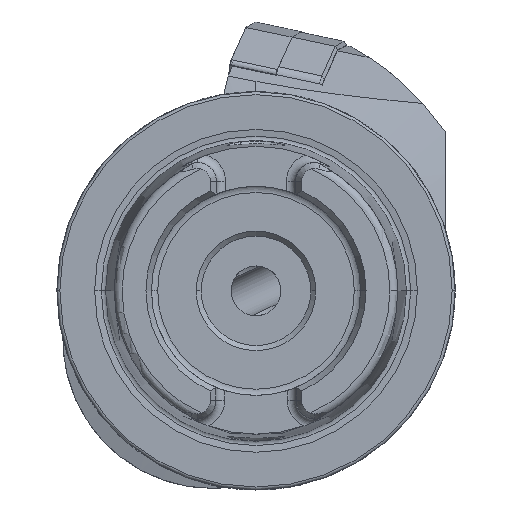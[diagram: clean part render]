
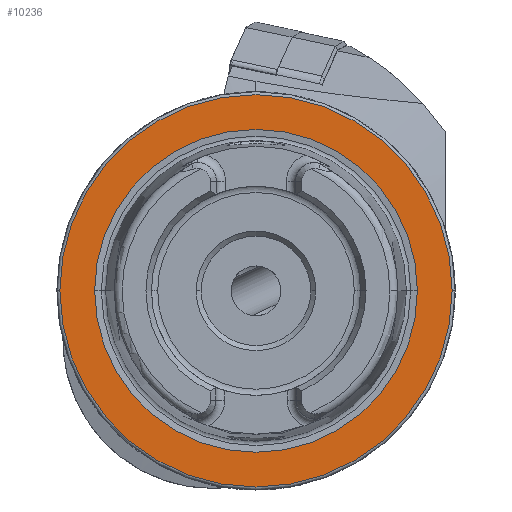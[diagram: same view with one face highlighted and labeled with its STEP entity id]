
A CAD part, left-side view. The second image highlights one B-rep face of the part: STEP entity #10236.
In plain terms, the highlighted planar face has unit normal (-1, 0, 0).
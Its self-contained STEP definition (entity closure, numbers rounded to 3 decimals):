
#5 = ORIENTED_EDGE ( 'NONE', *, *, #7481, .T. ) ;
#443 = EDGE_LOOP ( 'NONE', ( #3655, #5 ) ) ;
#501 = CARTESIAN_POINT ( 'NONE',  ( 0., 16.207, 0. ) ) ;
#1493 = FACE_OUTER_BOUND ( 'NONE', #443, .T. ) ;
#3655 = ORIENTED_EDGE ( 'NONE', *, *, #15481, .T. ) ;
#4285 = CARTESIAN_POINT ( 'NONE',  ( 0., -16.207, 0. ) ) ;
#5270 = DIRECTION ( 'NONE',  ( -1., 0., 0. ) ) ;
#5879 = DIRECTION ( 'NONE',  ( 0., -1., 0. ) ) ;
#5981 = AXIS2_PLACEMENT_3D ( 'NONE', #11526, #11459, #17991 ) ;
#6553 = EDGE_CURVE ( 'NONE', #13761, #13023, #18281, .T. ) ;
#6658 = DIRECTION ( 'NONE',  ( -1., 0., 0. ) ) ;
#6920 = CARTESIAN_POINT ( 'NONE',  ( 0., 0., 0. ) ) ;
#6992 = CARTESIAN_POINT ( 'NONE',  ( 0., -19.7, 0. ) ) ;
#7481 = EDGE_CURVE ( 'NONE', #12985, #11389, #10855, .T. ) ;
#8793 = CARTESIAN_POINT ( 'NONE',  ( 0., 19.7, 0. ) ) ;
#9856 = DIRECTION ( 'NONE',  ( 0., -1., 0. ) ) ;
#10236 = ADVANCED_FACE ( 'NONE', ( #14466, #1493 ), #16393, .F. ) ;
#10855 = CIRCLE ( 'NONE', #13520, 19.7 ) ;
#11299 = CARTESIAN_POINT ( 'NONE',  ( 0., 0., 0. ) ) ;
#11389 = VERTEX_POINT ( 'NONE', #6992 ) ;
#11459 = DIRECTION ( 'NONE',  ( 1., 0., 0. ) ) ;
#11526 = CARTESIAN_POINT ( 'NONE',  ( 0., 19.7, 0. ) ) ;
#11911 = AXIS2_PLACEMENT_3D ( 'NONE', #12230, #13821, #5879 ) ;
#12230 = CARTESIAN_POINT ( 'NONE',  ( 0., 0., 0. ) ) ;
#12252 = AXIS2_PLACEMENT_3D ( 'NONE', #11299, #6658, #14579 ) ;
#12985 = VERTEX_POINT ( 'NONE', #8793 ) ;
#13023 = VERTEX_POINT ( 'NONE', #4285 ) ;
#13520 = AXIS2_PLACEMENT_3D ( 'NONE', #20089, #13839, #15416 ) ;
#13761 = VERTEX_POINT ( 'NONE', #501 ) ;
#13821 = DIRECTION ( 'NONE',  ( -1., 0., 0. ) ) ;
#13839 = DIRECTION ( 'NONE',  ( -1., 0., 0. ) ) ;
#14015 = CIRCLE ( 'NONE', #17679, 16.207 ) ;
#14466 = FACE_BOUND ( 'NONE', #17113, .T. ) ;
#14579 = DIRECTION ( 'NONE',  ( 0., -1., 0. ) ) ;
#15319 = CIRCLE ( 'NONE', #12252, 19.7 ) ;
#15416 = DIRECTION ( 'NONE',  ( 0., -1., 0. ) ) ;
#15481 = EDGE_CURVE ( 'NONE', #11389, #12985, #15319, .T. ) ;
#16008 = ORIENTED_EDGE ( 'NONE', *, *, #6553, .F. ) ;
#16393 = PLANE ( 'NONE',  #5981 ) ;
#16846 = EDGE_CURVE ( 'NONE', #13023, #13761, #14015, .T. ) ;
#17113 = EDGE_LOOP ( 'NONE', ( #19584, #16008 ) ) ;
#17679 = AXIS2_PLACEMENT_3D ( 'NONE', #6920, #5270, #9856 ) ;
#17991 = DIRECTION ( 'NONE',  ( 0., 1., 0. ) ) ;
#18281 = CIRCLE ( 'NONE', #11911, 16.207 ) ;
#19584 = ORIENTED_EDGE ( 'NONE', *, *, #16846, .F. ) ;
#20089 = CARTESIAN_POINT ( 'NONE',  ( 0., 0., 0. ) ) ;
